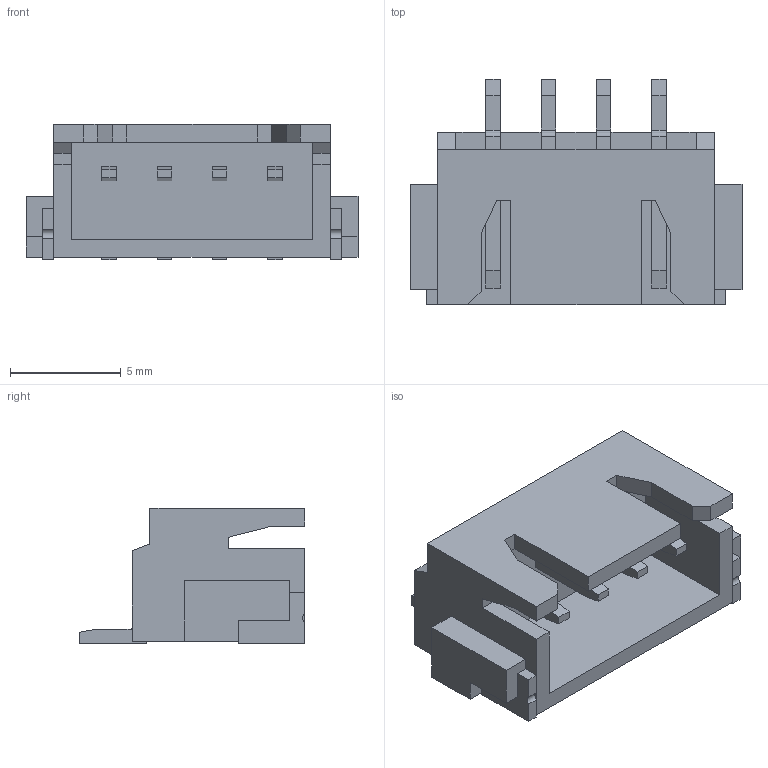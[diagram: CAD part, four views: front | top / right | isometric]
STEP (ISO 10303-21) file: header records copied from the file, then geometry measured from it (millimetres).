
FILE_DESCRIPTION(/* description */ (''),/* implementation_level */ '2;1');
FILE_NAME(/* name */ 'JST-XH4-SMD v7.step',/* time_stamp */ '2024-05-23T23:13:34-07:00',/* author */ (''),/* organization */ (''),/* preprocessor_version */ 'ST-DEVELOPER v20',/* originating_system */ 'Autodesk Translation Framework v12.20.1.177',/* authorisation */ '');
FILE_SCHEMA (('AUTOMOTIVE_DESIGN { 1 0 10303 214 3 1 1 }'));
Length unit declared in the file: millimetre
Products named in the file (1): JST-XH4-SMD
Bounding box: 15 x 10.2 x 6.1 mm (x, y, z)
Volume: 321.1 mm3; surface area: 846.9 mm2
Topology: 7 solids, 7 shells, 166 faces, 456 edges, 304 vertices
Faces by surface type: plane 156, cylinder 10
Entity records: 5237 total; most frequent: CARTESIAN_POINT 927, ORIENTED_EDGE 912, DIRECTION 810, EDGE_CURVE 456, LINE 436, VECTOR 436, VERTEX_POINT 304, AXIS2_PLACEMENT_3D 187
